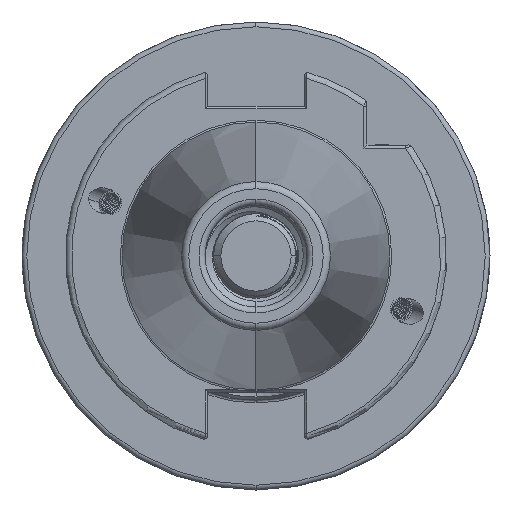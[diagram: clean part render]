
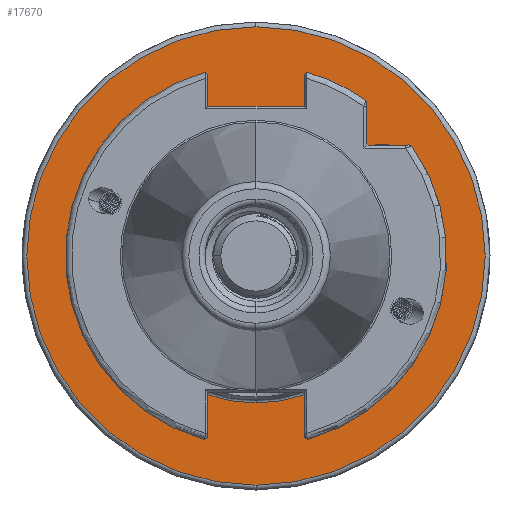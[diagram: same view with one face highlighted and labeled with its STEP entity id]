
A CAD part, left-side view. The second image highlights one B-rep face of the part: STEP entity #17670.
In plain terms, the highlighted planar face has unit normal (-1, 0, 0).
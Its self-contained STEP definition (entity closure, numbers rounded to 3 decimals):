
#7938 = EDGE_CURVE ( 'NONE', #10935, #10951, #10270, .T. ) ;
#8057 = EDGE_CURVE ( 'NONE', #10938, #10934, #10212, .T. ) ;
#10212 = CIRCLE ( 'NONE', #24773, 24.5 ) ;
#10270 = CIRCLE ( 'NONE', #24753, 38.2 ) ;
#10934 = VERTEX_POINT ( 'NONE', #32253 ) ;
#10935 = VERTEX_POINT ( 'NONE', #32258 ) ;
#10938 = VERTEX_POINT ( 'NONE', #32282 ) ;
#10951 = VERTEX_POINT ( 'NONE', #32296 ) ;
#11853 = EDGE_LOOP ( 'NONE', ( #15773, #15736 ) ) ;
#11880 = EDGE_LOOP ( 'NONE', ( #15801, #15722 ) ) ;
#14215 = DIRECTION ( 'NONE',  ( 0., 0., -1. ) ) ;
#14231 = DIRECTION ( 'NONE',  ( -1., 0., 0. ) ) ;
#14253 = CARTESIAN_POINT ( 'NONE',  ( 31.8, 0., 0. ) ) ;
#14504 = DIRECTION ( 'NONE',  ( 0., 0., -1. ) ) ;
#14513 = CARTESIAN_POINT ( 'NONE',  ( 31.8, 0., 0. ) ) ;
#14525 = DIRECTION ( 'NONE',  ( 1., 0., 0. ) ) ;
#15722 = ORIENTED_EDGE ( 'NONE', *, *, #24173, .T. ) ;
#15736 = ORIENTED_EDGE ( 'NONE', *, *, #24117, .T. ) ;
#15773 = ORIENTED_EDGE ( 'NONE', *, *, #8057, .T. ) ;
#15801 = ORIENTED_EDGE ( 'NONE', *, *, #7938, .T. ) ;
#16836 = FACE_OUTER_BOUND ( 'NONE', #11880, .T. ) ;
#16841 = FACE_BOUND ( 'NONE', #11853, .T. ) ;
#17670 = ADVANCED_FACE ( 'NONE', ( #16836, #16841 ), #33843, .F. ) ;
#21042 = CARTESIAN_POINT ( 'NONE',  ( 31.8, 0., 0. ) ) ;
#21052 = DIRECTION ( 'NONE',  ( 1., 0., 0. ) ) ;
#21069 = DIRECTION ( 'NONE',  ( 0., 0., -1. ) ) ;
#22203 = CIRCLE ( 'NONE', #27327, 24.5 ) ;
#22212 = CIRCLE ( 'NONE', #27382, 38.2 ) ;
#24117 = EDGE_CURVE ( 'NONE', #10934, #10938, #22203, .T. ) ;
#24173 = EDGE_CURVE ( 'NONE', #10951, #10935, #22212, .T. ) ;
#24753 = AXIS2_PLACEMENT_3D ( 'NONE', #25765, #25755, #25796 ) ;
#24773 = AXIS2_PLACEMENT_3D ( 'NONE', #21042, #21052, #21069 ) ;
#25755 = DIRECTION ( 'NONE',  ( -1., 0., 0. ) ) ;
#25765 = CARTESIAN_POINT ( 'NONE',  ( 31.8, 0., 0. ) ) ;
#25796 = DIRECTION ( 'NONE',  ( 0., 0., -1. ) ) ;
#27039 = AXIS2_PLACEMENT_3D ( 'NONE', #33854, #32668, #32669 ) ;
#27327 = AXIS2_PLACEMENT_3D ( 'NONE', #14513, #14525, #14504 ) ;
#27382 = AXIS2_PLACEMENT_3D ( 'NONE', #14253, #14231, #14215 ) ;
#32253 = CARTESIAN_POINT ( 'NONE',  ( 31.8, 0., 24.5 ) ) ;
#32258 = CARTESIAN_POINT ( 'NONE',  ( 31.8, 0., -38.2 ) ) ;
#32282 = CARTESIAN_POINT ( 'NONE',  ( 31.8, 0., -24.5 ) ) ;
#32296 = CARTESIAN_POINT ( 'NONE',  ( 31.8, 0., 38.2 ) ) ;
#32668 = DIRECTION ( 'NONE',  ( 1., 0., 0. ) ) ;
#32669 = DIRECTION ( 'NONE',  ( 0., 0., -1. ) ) ;
#33843 = PLANE ( 'NONE',  #27039 ) ;
#33854 = CARTESIAN_POINT ( 'NONE',  ( 31.8, 24., 0. ) ) ;
